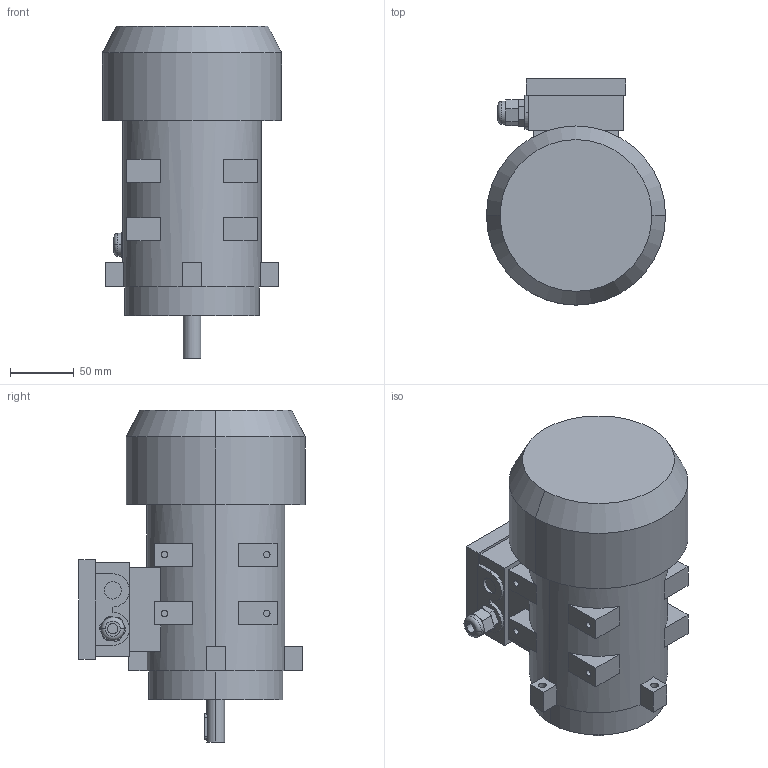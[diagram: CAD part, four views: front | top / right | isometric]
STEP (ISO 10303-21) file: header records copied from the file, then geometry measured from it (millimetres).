
FILE_DESCRIPTION (( 'STEP AP203' ), '1' );
FILE_NAME ('MS71A6_B14.STEP', '2019-07-25T11:50:28', ( '' ), ( '' ), 'SwSTEP 2.0', 'SolidWorks 2018', '' );
FILE_SCHEMA (( 'CONFIG_CONTROL_DESIGN' ));
Length unit declared in the file: millimetre
Products named in the file (1): MS71A6_B14
Bounding box: 140 x 177 x 259.5 mm (x, y, z)
Volume: 2841934.4 mm3; surface area: 148910.9 mm2
Topology: 1 solids, 1 shells, 169 faces, 408 edges, 264 vertices
Faces by surface type: plane 119, cylinder 46, torus 2, cone 2
Entity records: 5057 total; most frequent: CARTESIAN_POINT 902, DIRECTION 870, ORIENTED_EDGE 816, EDGE_CURVE 408, AXIS2_PLACEMENT_3D 296, VECTOR 278, LINE 278, VERTEX_POINT 264
